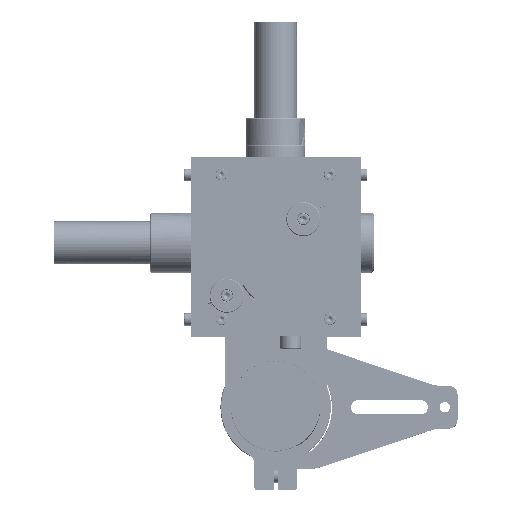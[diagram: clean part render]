
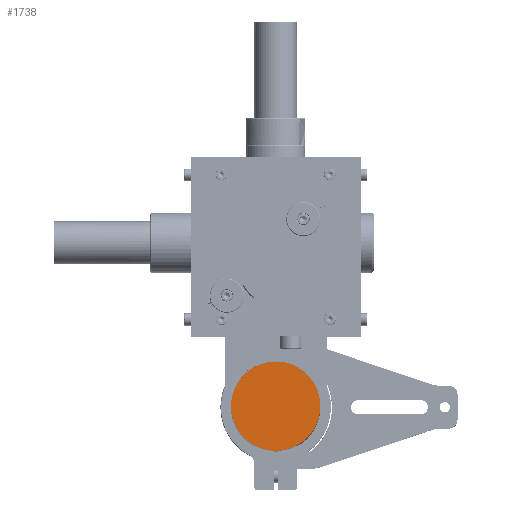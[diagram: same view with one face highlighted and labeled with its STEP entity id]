
A CAD part, top view. The second image highlights one B-rep face of the part: STEP entity #1738.
In plain terms, the highlighted free-form (B-spline) face has degree [1, 1] with [2, 2] control points.
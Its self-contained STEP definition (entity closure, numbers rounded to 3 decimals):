
#1738=ADVANCED_FACE('',(#4824),#106565,.T.);
#4824=FACE_OUTER_BOUND('',#7657,.T.);
#7657=EDGE_LOOP('',(#11943,#11944,#11945));
#11943=ORIENTED_EDGE('',*,*,#87269,.T.);
#11944=ORIENTED_EDGE('',*,*,#87270,.T.);
#11945=ORIENTED_EDGE('',*,*,#87271,.T.);
#27313=B_SPLINE_CURVE_WITH_KNOTS('',1,(#136432,#136433),.UNSPECIFIED.,.F.,
 .F.,(2,2),(0.,32.992),.UNSPECIFIED.);
#27319=B_SPLINE_CURVE_WITH_KNOTS('',1,(#136456,#136457),.UNSPECIFIED.,.F.,
 .F.,(2,2),(65.973,131.947),.UNSPECIFIED.);
#27320=B_SPLINE_CURVE_WITH_KNOTS('',1,(#136458,#136459),.UNSPECIFIED.,.F.,
 .F.,(2,2),(32.992,65.973),.UNSPECIFIED.);
#47666=PCURVE('',#106565,#63162);
#47667=PCURVE('',#106565,#63163);
#47668=PCURVE('',#106565,#63164);
#47671=PCURVE('',#105276,#63167);
#47677=PCURVE('',#105277,#63173);
#47678=PCURVE('',#105277,#63174);
#63162=DEFINITIONAL_REPRESENTATION('',(#96705),#277684);
#63163=DEFINITIONAL_REPRESENTATION('',(#96707),#277684);
#63164=DEFINITIONAL_REPRESENTATION('',(#96709),#277684);
#63167=DEFINITIONAL_REPRESENTATION('',(#27313),#277684);
#63173=DEFINITIONAL_REPRESENTATION('',(#27319),#277684);
#63174=DEFINITIONAL_REPRESENTATION('',(#27320),#277684);
#77962=SURFACE_CURVE('',#96704,(#47666,#47671),.PCURVE_S1.);
#77963=SURFACE_CURVE('',#96706,(#47667,#47678),.PCURVE_S1.);
#77964=SURFACE_CURVE('',#96708,(#47668,#47677),.PCURVE_S1.);
#87269=EDGE_CURVE('',#100864,#100865,#77962,.T.);
#87270=EDGE_CURVE('',#100865,#100866,#77963,.T.);
#87271=EDGE_CURVE('',#100866,#100864,#77964,.T.);
#96704=(
BOUNDED_CURVE()
B_SPLINE_CURVE(2,(#136395,#136396,#136397,#136398,#136399),
 .UNSPECIFIED.,.F.,.F.)
B_SPLINE_CURVE_WITH_KNOTS((3,2,3),(0.,0.006,32.992),
 .UNSPECIFIED.)
CURVE()
GEOMETRIC_REPRESENTATION_ITEM()
RATIONAL_B_SPLINE_CURVE((1.,1.,1.,0.707,1.))
REPRESENTATION_ITEM('')
);
#96705=(
BOUNDED_CURVE()
B_SPLINE_CURVE(2,(#136400,#136401,#136402,#136403,#136404),
 .UNSPECIFIED.,.F.,.F.)
B_SPLINE_CURVE_WITH_KNOTS((3,2,3),(0.,16.496,32.992),
 .UNSPECIFIED.)
CURVE()
GEOMETRIC_REPRESENTATION_ITEM()
RATIONAL_B_SPLINE_CURVE((1.,0.924,1.,0.924,1.))
REPRESENTATION_ITEM('')
);
#96706=(
BOUNDED_CURVE()
B_SPLINE_CURVE(2,(#136405,#136406,#136407),.UNSPECIFIED.,.F.,.F.)
B_SPLINE_CURVE_WITH_KNOTS((3,3),(32.992,65.973),
 .UNSPECIFIED.)
CURVE()
GEOMETRIC_REPRESENTATION_ITEM()
RATIONAL_B_SPLINE_CURVE((1.,0.707,1.))
REPRESENTATION_ITEM('')
);
#96707=(
BOUNDED_CURVE()
B_SPLINE_CURVE(2,(#136408,#136409,#136410),.UNSPECIFIED.,.F.,.F.)
B_SPLINE_CURVE_WITH_KNOTS((3,3),(32.992,65.973),
 .UNSPECIFIED.)
CURVE()
GEOMETRIC_REPRESENTATION_ITEM()
RATIONAL_B_SPLINE_CURVE((1.,0.707,1.))
REPRESENTATION_ITEM('')
);
#96708=(
BOUNDED_CURVE()
B_SPLINE_CURVE(2,(#136411,#136412,#136413,#136414,#136415),
 .UNSPECIFIED.,.F.,.F.)
B_SPLINE_CURVE_WITH_KNOTS((3,2,3),(65.973,98.96,131.947),
 .UNSPECIFIED.)
CURVE()
GEOMETRIC_REPRESENTATION_ITEM()
RATIONAL_B_SPLINE_CURVE((1.,0.707,1.,0.707,1.))
REPRESENTATION_ITEM('')
);
#96709=(
BOUNDED_CURVE()
B_SPLINE_CURVE(2,(#136416,#136417,#136418,#136419,#136420),
 .UNSPECIFIED.,.F.,.F.)
B_SPLINE_CURVE_WITH_KNOTS((3,2,3),(65.973,98.96,131.947),
 .UNSPECIFIED.)
CURVE()
GEOMETRIC_REPRESENTATION_ITEM()
RATIONAL_B_SPLINE_CURVE((1.,0.707,1.,0.707,1.))
REPRESENTATION_ITEM('')
);
#100864=VERTEX_POINT('',#133477);
#100865=VERTEX_POINT('',#133478);
#100866=VERTEX_POINT('',#133479);
#105276=(
BOUNDED_SURFACE()
B_SPLINE_SURFACE(2,1,((#126429,#126430),(#126431,#126432),(#126433,#126434),
(#126435,#126436),(#126437,#126438),(#126439,#126440),(#126441,#126442),
(#126443,#126444),(#126445,#126446)),.UNSPECIFIED.,.T.,.F.,.F.)
B_SPLINE_SURFACE_WITH_KNOTS((3,2,2,2,3),(2,2),(0.,32.987,65.973,
98.96,131.947),(0.,120.24),.UNSPECIFIED.)
GEOMETRIC_REPRESENTATION_ITEM()
RATIONAL_B_SPLINE_SURFACE(((1.,1.),(0.707,0.707),
(1.,1.),(0.707,0.707),(1.,1.),(0.707,
0.707),(1.,1.),(0.707,0.707),(1.,1.)))
REPRESENTATION_ITEM('')
SURFACE()
);
#105277=(
BOUNDED_SURFACE()
B_SPLINE_SURFACE(2,1,((#126447,#126448),(#126449,#126450),(#126451,#126452),
(#126453,#126454),(#126455,#126456),(#126457,#126458),(#126459,#126460),
(#126461,#126462),(#126463,#126464)),.UNSPECIFIED.,.T.,.F.,.F.)
B_SPLINE_SURFACE_WITH_KNOTS((3,2,2,2,3),(2,2),(0.,32.987,65.973,
98.96,131.947),(0.,120.24),.UNSPECIFIED.)
GEOMETRIC_REPRESENTATION_ITEM()
RATIONAL_B_SPLINE_SURFACE(((1.,1.),(0.707,0.707),
(1.,1.),(0.707,0.707),(1.,1.),(0.707,
0.707),(1.,1.),(0.707,0.707),(1.,1.)))
REPRESENTATION_ITEM('')
SURFACE()
);
#106565=B_SPLINE_SURFACE_WITH_KNOTS('',1,1,((#126425,#126426),(#126427,
#126428)),.UNSPECIFIED.,.F.,.F.,.F.,(2,2),(2,2),(-50.664,-0.014),
(-50.647,-0.001),.UNSPECIFIED.);
#126425=CARTESIAN_POINT('',(225.121,7.679,-310.));
#126426=CARTESIAN_POINT('',(225.121,58.326,-310.));
#126427=CARTESIAN_POINT('',(174.471,7.679,-310.));
#126428=CARTESIAN_POINT('',(174.471,58.326,-310.));
#126429=CARTESIAN_POINT('',(199.798,12.,-199.88));
#126430=CARTESIAN_POINT('',(199.798,12.,-320.12));
#126431=CARTESIAN_POINT('',(178.798,12.,-199.88));
#126432=CARTESIAN_POINT('',(178.798,12.,-320.12));
#126433=CARTESIAN_POINT('',(178.798,33.,-199.88));
#126434=CARTESIAN_POINT('',(178.798,33.,-320.12));
#126435=CARTESIAN_POINT('',(178.798,54.,-199.88));
#126436=CARTESIAN_POINT('',(178.798,54.,-320.12));
#126437=CARTESIAN_POINT('',(199.798,54.,-199.88));
#126438=CARTESIAN_POINT('',(199.798,54.,-320.12));
#126439=CARTESIAN_POINT('',(220.798,54.,-199.88));
#126440=CARTESIAN_POINT('',(220.798,54.,-320.12));
#126441=CARTESIAN_POINT('',(220.798,33.,-199.88));
#126442=CARTESIAN_POINT('',(220.798,33.,-320.12));
#126443=CARTESIAN_POINT('',(220.798,12.,-199.88));
#126444=CARTESIAN_POINT('',(220.798,12.,-320.12));
#126445=CARTESIAN_POINT('',(199.798,12.,-199.88));
#126446=CARTESIAN_POINT('',(199.798,12.,-320.12));
#126447=CARTESIAN_POINT('',(199.798,12.,-199.88));
#126448=CARTESIAN_POINT('',(199.798,12.,-320.12));
#126449=CARTESIAN_POINT('',(178.798,12.,-199.88));
#126450=CARTESIAN_POINT('',(178.798,12.,-320.12));
#126451=CARTESIAN_POINT('',(178.798,33.,-199.88));
#126452=CARTESIAN_POINT('',(178.798,33.,-320.12));
#126453=CARTESIAN_POINT('',(178.798,54.,-199.88));
#126454=CARTESIAN_POINT('',(178.798,54.,-320.12));
#126455=CARTESIAN_POINT('',(199.798,54.,-199.88));
#126456=CARTESIAN_POINT('',(199.798,54.,-320.12));
#126457=CARTESIAN_POINT('',(220.798,54.,-199.88));
#126458=CARTESIAN_POINT('',(220.798,54.,-320.12));
#126459=CARTESIAN_POINT('',(220.798,33.,-199.88));
#126460=CARTESIAN_POINT('',(220.798,33.,-320.12));
#126461=CARTESIAN_POINT('',(220.798,12.,-199.88));
#126462=CARTESIAN_POINT('',(220.798,12.,-320.12));
#126463=CARTESIAN_POINT('',(199.798,12.,-199.88));
#126464=CARTESIAN_POINT('',(199.798,12.,-320.12));
#133477=CARTESIAN_POINT('',(220.798,33.006,-310.));
#133478=CARTESIAN_POINT('',(199.798,12.,-310.));
#133479=CARTESIAN_POINT('',(178.798,32.994,-310.));
#136395=CARTESIAN_POINT('',(220.798,33.006,-310.));
#136396=CARTESIAN_POINT('',(220.798,33.003,-310.));
#136397=CARTESIAN_POINT('',(220.798,33.,-310.));
#136398=CARTESIAN_POINT('',(220.798,12.,-310.));
#136399=CARTESIAN_POINT('',(199.798,12.,-310.));
#136400=CARTESIAN_POINT('',(-46.341,-25.321));
#136401=CARTESIAN_POINT('',(-46.343,-34.021));
#136402=CARTESIAN_POINT('',(-40.192,-40.174));
#136403=CARTESIAN_POINT('',(-34.041,-46.327));
#136404=CARTESIAN_POINT('',(-25.341,-46.327));
#136405=CARTESIAN_POINT('',(199.798,12.,-310.));
#136406=CARTESIAN_POINT('',(178.803,12.,-310.));
#136407=CARTESIAN_POINT('',(178.798,32.994,-310.));
#136408=CARTESIAN_POINT('',(-25.341,-46.327));
#136409=CARTESIAN_POINT('',(-4.346,-46.327));
#136410=CARTESIAN_POINT('',(-4.341,-25.333));
#136411=CARTESIAN_POINT('',(178.798,32.994,-310.));
#136412=CARTESIAN_POINT('',(178.792,53.994,-310.));
#136413=CARTESIAN_POINT('',(199.792,54.,-310.));
#136414=CARTESIAN_POINT('',(220.792,54.006,-310.));
#136415=CARTESIAN_POINT('',(220.798,33.006,-310.));
#136416=CARTESIAN_POINT('',(-4.341,-25.333));
#136417=CARTESIAN_POINT('',(-4.335,-4.333));
#136418=CARTESIAN_POINT('',(-25.335,-4.327));
#136419=CARTESIAN_POINT('',(-46.335,-4.321));
#136420=CARTESIAN_POINT('',(-46.341,-25.321));
#136432=CARTESIAN_POINT('',(98.954,110.12));
#136433=CARTESIAN_POINT('',(131.947,110.12));
#136456=CARTESIAN_POINT('',(32.98,110.12));
#136457=CARTESIAN_POINT('',(98.954,110.12));
#136458=CARTESIAN_POINT('',(0.,110.12));
#136459=CARTESIAN_POINT('',(32.98,110.12));
#277684=(
GEOMETRIC_REPRESENTATION_CONTEXT(2)
PARAMETRIC_REPRESENTATION_CONTEXT()
REPRESENTATION_CONTEXT('pspace','')
);
